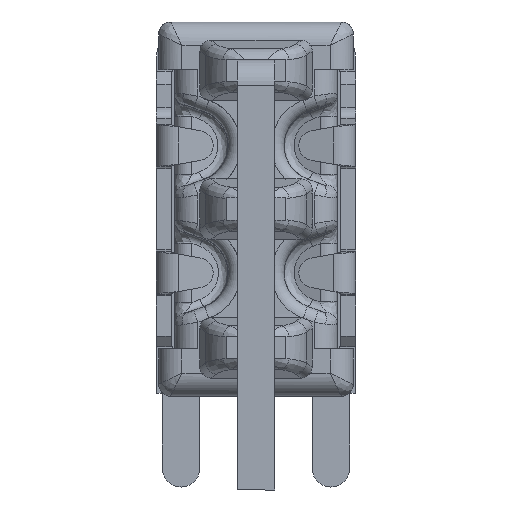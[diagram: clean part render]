
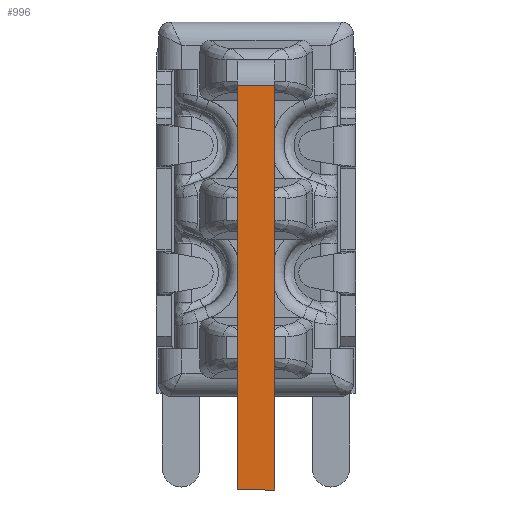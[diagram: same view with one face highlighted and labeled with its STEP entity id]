
A CAD part, front view. The second image highlights one B-rep face of the part: STEP entity #996.
In plain terms, the highlighted planar face has unit normal (0, -1, 0).
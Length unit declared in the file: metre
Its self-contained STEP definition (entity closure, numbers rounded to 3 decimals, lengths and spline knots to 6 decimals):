
#996=ADVANCED_FACE('0:1549',(#1978),#1979,.T.);
#1978=FACE_OUTER_BOUND('',#3551,.T.);
#1979=PLANE('',#3552);
#3551=EDGE_LOOP('',(#7148,#7149,#7150,#7151));
#3552=AXIS2_PLACEMENT_3D('',#7152,#7153,#7154);
#7148=ORIENTED_EDGE('',*,*,#11641,.T.);
#7149=ORIENTED_EDGE('',*,*,#11638,.F.);
#7150=ORIENTED_EDGE('',*,*,#11642,.F.);
#7151=ORIENTED_EDGE('',*,*,#11643,.T.);
#7152=CARTESIAN_POINT('',(-0.004191,-0.01999,0.000635));
#7153=DIRECTION('',(0.0,-1.0,0.0));
#7154=DIRECTION('',(0.0,0.0,-1.0));
#11638=EDGE_CURVE('0:6501',#16356,#16358,#16359,.T.);
#11641=EDGE_CURVE('0:6507',#16362,#16358,#16363,.T.);
#11642=EDGE_CURVE('0:6510',#16364,#16356,#16365,.T.);
#11643=EDGE_CURVE('0:6513',#16364,#16362,#16366,.T.);
#16356=VERTEX_POINT('',#20135);
#16358=VERTEX_POINT('',#20138);
#16359=LINE('',#20139,#20140);
#16362=VERTEX_POINT('',#20144);
#16363=LINE('',#20145,#20146);
#16364=VERTEX_POINT('',#20147);
#16365=LINE('',#20148,#20149);
#16366=LINE('',#20150,#20151);
#20135=CARTESIAN_POINT('',(0.009525,-0.01999,0.000635));
#20138=CARTESIAN_POINT('',(0.009525,-0.01999,-0.000635));
#20139=CARTESIAN_POINT('',(0.009525,-0.01999,0.0));
#20140=VECTOR('',#22720,1.0);
#20144=CARTESIAN_POINT('',(-0.004191,-0.01999,-0.000635));
#20145=CARTESIAN_POINT('',(-0.004191,-0.01999,-0.000635));
#20146=VECTOR('',#22722,1.0);
#20147=CARTESIAN_POINT('',(-0.004191,-0.01999,0.000635));
#20148=CARTESIAN_POINT('',(0.000381,-0.01999,0.000635));
#20149=VECTOR('',#22723,1.0);
#20150=CARTESIAN_POINT('',(-0.004191,-0.01999,0.000635));
#20151=VECTOR('',#22724,1.0);
#22720=DIRECTION('',(0.0,0.0,-1.0));
#22722=DIRECTION('',(1.0,0.0,0.0));
#22723=DIRECTION('',(1.0,0.0,0.0));
#22724=DIRECTION('',(0.0,0.0,-1.0));
